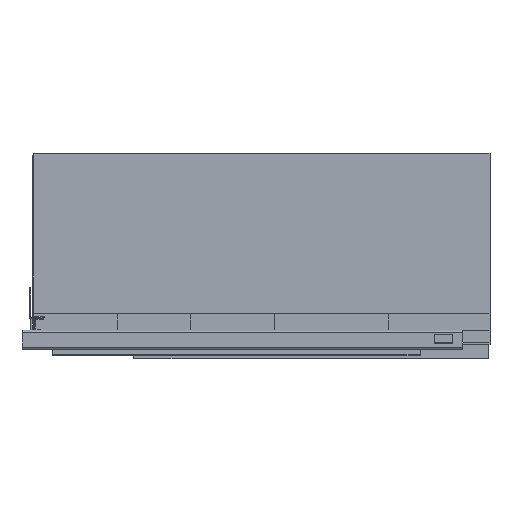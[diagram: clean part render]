
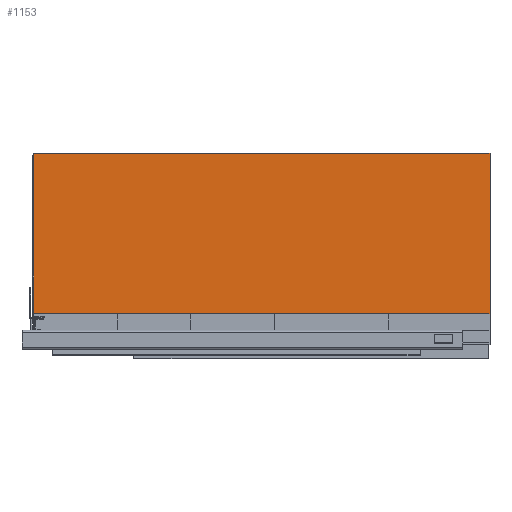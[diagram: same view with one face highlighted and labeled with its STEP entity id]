
A CAD part, top view. The second image highlights one B-rep face of the part: STEP entity #1153.
In plain terms, the highlighted planar face has unit normal (0, 0, 1).
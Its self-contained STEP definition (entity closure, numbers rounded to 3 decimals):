
#345 = DIRECTION ( 'NONE',  ( 1., 0., 0. ) ) ;
#634 = CARTESIAN_POINT ( 'NONE',  ( -440., 185., 13.5 ) ) ;
#948 = EDGE_CURVE ( 'NONE', #1854, #7187, #2932, .T. ) ;
#1153 = ADVANCED_FACE ( 'NONE', ( #3354 ), #2395, .T. ) ;
#1426 = VERTEX_POINT ( 'NONE', #3735 ) ;
#1698 = ORIENTED_EDGE ( 'NONE', *, *, #5941, .T. ) ;
#1854 = VERTEX_POINT ( 'NONE', #3065 ) ;
#1855 = DIRECTION ( 'NONE',  ( 0., 0., 1. ) ) ;
#2038 = EDGE_CURVE ( 'NONE', #1426, #7187, #4016, .T. ) ;
#2395 = PLANE ( 'NONE',  #4168 ) ;
#2932 = LINE ( 'NONE', #6799, #7532 ) ;
#3025 = DIRECTION ( 'NONE',  ( 0., -1., 0. ) ) ;
#3065 = CARTESIAN_POINT ( 'NONE',  ( 0., 185., 13.5 ) ) ;
#3076 = LINE ( 'NONE', #6627, #3312 ) ;
#3262 = VECTOR ( 'NONE', #9491, 1000. ) ;
#3302 = CARTESIAN_POINT ( 'NONE',  ( -440., 185., 13.5 ) ) ;
#3312 = VECTOR ( 'NONE', #6671, 1000. ) ;
#3354 = FACE_OUTER_BOUND ( 'NONE', #8158, .T. ) ;
#3735 = CARTESIAN_POINT ( 'NONE',  ( -440., 30., 13.5 ) ) ;
#3986 = VECTOR ( 'NONE', #345, 1000. ) ;
#4016 = LINE ( 'NONE', #6986, #3986 ) ;
#4053 = VERTEX_POINT ( 'NONE', #7411 ) ;
#4068 = DIRECTION ( 'NONE',  ( 0., -1., 0. ) ) ;
#4168 = AXIS2_PLACEMENT_3D ( 'NONE', #3302, #1855, #4068 ) ;
#5617 = ORIENTED_EDGE ( 'NONE', *, *, #948, .F. ) ;
#5941 = EDGE_CURVE ( 'NONE', #4053, #1426, #7270, .T. ) ;
#6057 = CARTESIAN_POINT ( 'NONE',  ( 0., 30., 13.5 ) ) ;
#6627 = CARTESIAN_POINT ( 'NONE',  ( -440., 185., 13.5 ) ) ;
#6671 = DIRECTION ( 'NONE',  ( 1., 0., 0. ) ) ;
#6715 = ORIENTED_EDGE ( 'NONE', *, *, #2038, .T. ) ;
#6799 = CARTESIAN_POINT ( 'NONE',  ( 0., 185., 13.5 ) ) ;
#6986 = CARTESIAN_POINT ( 'NONE',  ( -440., 30., 13.5 ) ) ;
#7187 = VERTEX_POINT ( 'NONE', #6057 ) ;
#7270 = LINE ( 'NONE', #634, #3262 ) ;
#7411 = CARTESIAN_POINT ( 'NONE',  ( -440., 185., 13.5 ) ) ;
#7532 = VECTOR ( 'NONE', #3025, 1000. ) ;
#7936 = EDGE_CURVE ( 'NONE', #4053, #1854, #3076, .T. ) ;
#8158 = EDGE_LOOP ( 'NONE', ( #5617, #8386, #1698, #6715 ) ) ;
#8386 = ORIENTED_EDGE ( 'NONE', *, *, #7936, .F. ) ;
#9491 = DIRECTION ( 'NONE',  ( 0., -1., 0. ) ) ;
